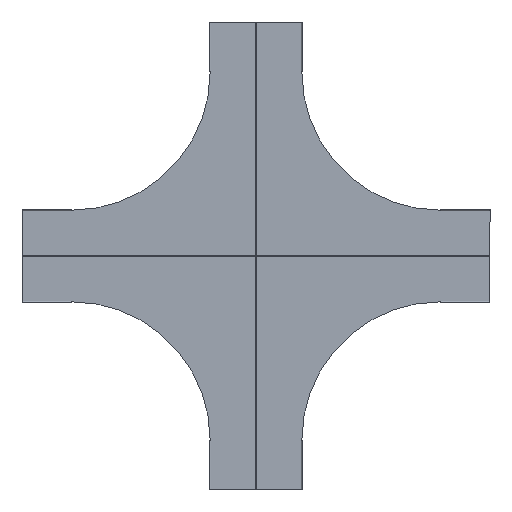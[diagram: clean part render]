
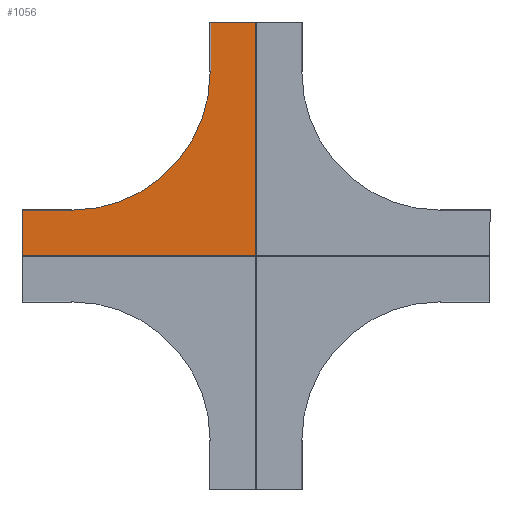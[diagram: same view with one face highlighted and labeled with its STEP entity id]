
A CAD part, front view. The second image highlights one B-rep face of the part: STEP entity #1056.
In plain terms, the highlighted planar face has unit normal (0, -1, 0).
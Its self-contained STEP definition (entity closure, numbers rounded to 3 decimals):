
#2 = AXIS2_PLACEMENT_3D ( 'NONE', #2066, #2494, #793 ) ;
#24 = LINE ( 'NONE', #1966, #1475 ) ;
#53 = LINE ( 'NONE', #2183, #1874 ) ;
#88 = LINE ( 'NONE', #1981, #1443 ) ;
#111 = CARTESIAN_POINT ( 'NONE',  ( -2.2, -1.2, 1017. ) ) ;
#133 = EDGE_CURVE ( 'NONE', #2333, #573, #333, .T. ) ;
#155 = ORIENTED_EDGE ( 'NONE', *, *, #133, .T. ) ;
#176 = CARTESIAN_POINT ( 'NONE',  ( -1.2, -1.2, 3.2 ) ) ;
#221 = CARTESIAN_POINT ( 'NONE',  ( -1017., -1.2, 1.2 ) ) ;
#233 = VECTOR ( 'NONE', #1201, 1000. ) ;
#307 = EDGE_CURVE ( 'NONE', #2655, #573, #2698, .T. ) ;
#333 = LINE ( 'NONE', #1348, #2508 ) ;
#341 = ORIENTED_EDGE ( 'NONE', *, *, #1484, .F. ) ;
#390 = EDGE_LOOP ( 'NONE', ( #2045, #1998, #2670, #155, #2414, #2606, #1652, #1707, #2026, #2344, #1650, #341, #1887, #1357, #2368, #1275, #1655 ) ) ;
#414 = DIRECTION ( 'NONE',  ( 0., 0., 1. ) ) ;
#453 = EDGE_CURVE ( 'NONE', #641, #2333, #1695, .T. ) ;
#520 = CARTESIAN_POINT ( 'NONE',  ( -1017., -1.2, 200. ) ) ;
#548 = EDGE_CURVE ( 'NONE', #2001, #1304, #2564, .T. ) ;
#573 = VERTEX_POINT ( 'NONE', #2109 ) ;
#597 = DIRECTION ( 'NONE',  ( 0., 0., 1. ) ) ;
#641 = VERTEX_POINT ( 'NONE', #835 ) ;
#644 = VERTEX_POINT ( 'NONE', #221 ) ;
#645 = DIRECTION ( 'NONE',  ( 1., 0., 0. ) ) ;
#784 = CARTESIAN_POINT ( 'NONE',  ( -3.2, -1.2, 1.2 ) ) ;
#793 = DIRECTION ( 'NONE',  ( 0., 0., 1. ) ) ;
#813 = CARTESIAN_POINT ( 'NONE',  ( -200., -1.2, 1017. ) ) ;
#835 = CARTESIAN_POINT ( 'NONE',  ( -2.2, -1.2, 3.2 ) ) ;
#867 = VECTOR ( 'NONE', #1009, 1000. ) ;
#880 = CARTESIAN_POINT ( 'NONE',  ( -1017., -1.2, 2.2 ) ) ;
#888 = VECTOR ( 'NONE', #645, 1000. ) ;
#891 = EDGE_CURVE ( 'NONE', #2297, #1581, #2019, .T. ) ;
#908 = EDGE_CURVE ( 'NONE', #1778, #644, #88, .T. ) ;
#914 = CARTESIAN_POINT ( 'NONE',  ( -800., -1.2, 800. ) ) ;
#944 = EDGE_CURVE ( 'NONE', #1605, #1778, #1578, .T. ) ;
#948 = CARTESIAN_POINT ( 'NONE',  ( -800., -1.2, 199. ) ) ;
#965 = EDGE_CURVE ( 'NONE', #1581, #2001, #2255, .T. ) ;
#973 = DIRECTION ( 'NONE',  ( 0., 0., -1. ) ) ;
#1009 = DIRECTION ( 'NONE',  ( 0., 0., 1. ) ) ;
#1017 = CARTESIAN_POINT ( 'NONE',  ( -800., -1.2, 199. ) ) ;
#1023 = VECTOR ( 'NONE', #597, 1000. ) ;
#1044 = EDGE_CURVE ( 'NONE', #2297, #2281, #1674, .T. ) ;
#1048 = EDGE_CURVE ( 'NONE', #2353, #2655, #1280, .T. ) ;
#1056 = ADVANCED_FACE ( 'NONE', ( #1078 ), #2075, .F. ) ;
#1078 = FACE_OUTER_BOUND ( 'NONE', #390, .T. ) ;
#1115 = EDGE_CURVE ( 'NONE', #2552, #2197, #2642, .T. ) ;
#1130 = DIRECTION ( 'NONE',  ( 0., -1., 0. ) ) ;
#1140 = DIRECTION ( 'NONE',  ( 0., 0., 1. ) ) ;
#1166 = VECTOR ( 'NONE', #1819, 1000. ) ;
#1174 = CARTESIAN_POINT ( 'NONE',  ( -199., -1.2, 1017. ) ) ;
#1191 = EDGE_CURVE ( 'NONE', #2550, #641, #1508, .T. ) ;
#1201 = DIRECTION ( 'NONE',  ( 0., 0., 1. ) ) ;
#1231 = CARTESIAN_POINT ( 'NONE',  ( -1017., -1.2, 199. ) ) ;
#1275 = ORIENTED_EDGE ( 'NONE', *, *, #908, .F. ) ;
#1280 = LINE ( 'NONE', #2690, #1704 ) ;
#1304 = VERTEX_POINT ( 'NONE', #813 ) ;
#1310 = LINE ( 'NONE', #1425, #2253 ) ;
#1325 = EDGE_CURVE ( 'NONE', #2552, #644, #1310, .T. ) ;
#1338 = CARTESIAN_POINT ( 'NONE',  ( -3.2, -1.2, 2.2 ) ) ;
#1348 = CARTESIAN_POINT ( 'NONE',  ( -1.2, -1.2, 0. ) ) ;
#1357 = ORIENTED_EDGE ( 'NONE', *, *, #1115, .F. ) ;
#1425 = CARTESIAN_POINT ( 'NONE',  ( -1017., -1.2, 2.2 ) ) ;
#1443 = VECTOR ( 'NONE', #1970, 1000. ) ;
#1475 = VECTOR ( 'NONE', #414, 1000. ) ;
#1484 = EDGE_CURVE ( 'NONE', #2210, #2281, #53, .T. ) ;
#1499 = CARTESIAN_POINT ( 'NONE',  ( -200., -1.2, 800. ) ) ;
#1508 = LINE ( 'NONE', #2535, #888 ) ;
#1570 = DIRECTION ( 'NONE',  ( -1., 0., 0. ) ) ;
#1578 = LINE ( 'NONE', #2433, #2177 ) ;
#1581 = VERTEX_POINT ( 'NONE', #1757 ) ;
#1590 = CARTESIAN_POINT ( 'NONE',  ( -800., -1.2, 800. ) ) ;
#1605 = VERTEX_POINT ( 'NONE', #1338 ) ;
#1622 = DIRECTION ( 'NONE',  ( 0., 0., 1. ) ) ;
#1631 = DIRECTION ( 'NONE',  ( 1., 0., 0. ) ) ;
#1650 = ORIENTED_EDGE ( 'NONE', *, *, #1044, .T. ) ;
#1652 = ORIENTED_EDGE ( 'NONE', *, *, #2512, .T. ) ;
#1655 = ORIENTED_EDGE ( 'NONE', *, *, #944, .F. ) ;
#1667 = LINE ( 'NONE', #1859, #233 ) ;
#1674 = LINE ( 'NONE', #1017, #1023 ) ;
#1695 = LINE ( 'NONE', #1856, #1166 ) ;
#1696 = VECTOR ( 'NONE', #2551, 1000. ) ;
#1704 = VECTOR ( 'NONE', #1631, 1000. ) ;
#1707 = ORIENTED_EDGE ( 'NONE', *, *, #548, .F. ) ;
#1722 = CARTESIAN_POINT ( 'NONE',  ( -3.2, -1.2, 3.2 ) ) ;
#1726 = VECTOR ( 'NONE', #2629, 1000. ) ;
#1757 = CARTESIAN_POINT ( 'NONE',  ( -199., -1.2, 800. ) ) ;
#1763 = DIRECTION ( 'NONE',  ( 0., 0., 1. ) ) ;
#1778 = VERTEX_POINT ( 'NONE', #784 ) ;
#1819 = DIRECTION ( 'NONE',  ( 1., 0., 0. ) ) ;
#1824 = CARTESIAN_POINT ( 'NONE',  ( -800., -1.2, 200. ) ) ;
#1845 = EDGE_CURVE ( 'NONE', #2197, #2210, #24, .T. ) ;
#1856 = CARTESIAN_POINT ( 'NONE',  ( 0., -1.2, 3.2 ) ) ;
#1859 = CARTESIAN_POINT ( 'NONE',  ( -3.2, -1.2, 800. ) ) ;
#1874 = VECTOR ( 'NONE', #2594, 1000. ) ;
#1887 = ORIENTED_EDGE ( 'NONE', *, *, #1845, .F. ) ;
#1966 = CARTESIAN_POINT ( 'NONE',  ( -1017., -1.2, 800. ) ) ;
#1970 = DIRECTION ( 'NONE',  ( -1., 0., 0. ) ) ;
#1971 = EDGE_CURVE ( 'NONE', #1605, #2550, #1667, .T. ) ;
#1981 = CARTESIAN_POINT ( 'NONE',  ( -800., -1.2, 1.2 ) ) ;
#1987 = CARTESIAN_POINT ( 'NONE',  ( -1017., -1.2, 199. ) ) ;
#1998 = ORIENTED_EDGE ( 'NONE', *, *, #1191, .T. ) ;
#2001 = VERTEX_POINT ( 'NONE', #1499 ) ;
#2019 = CIRCLE ( 'NONE', #2103, 601. ) ;
#2026 = ORIENTED_EDGE ( 'NONE', *, *, #965, .F. ) ;
#2045 = ORIENTED_EDGE ( 'NONE', *, *, #1971, .T. ) ;
#2066 = CARTESIAN_POINT ( 'NONE',  ( -800., -1.2, 800. ) ) ;
#2075 = PLANE ( 'NONE',  #2 ) ;
#2088 = VECTOR ( 'NONE', #1622, 1000. ) ;
#2103 = AXIS2_PLACEMENT_3D ( 'NONE', #914, #1130, #1140 ) ;
#2109 = CARTESIAN_POINT ( 'NONE',  ( -1.2, -1.2, 1017. ) ) ;
#2131 = CARTESIAN_POINT ( 'NONE',  ( -199., -1.2, 1017. ) ) ;
#2177 = VECTOR ( 'NONE', #973, 1000. ) ;
#2183 = CARTESIAN_POINT ( 'NONE',  ( -800., -1.2, 200. ) ) ;
#2197 = VERTEX_POINT ( 'NONE', #1987 ) ;
#2210 = VERTEX_POINT ( 'NONE', #520 ) ;
#2248 = CARTESIAN_POINT ( 'NONE',  ( -800., -1.2, 1017. ) ) ;
#2253 = VECTOR ( 'NONE', #2498, 1000. ) ;
#2255 = LINE ( 'NONE', #1590, #2519 ) ;
#2281 = VERTEX_POINT ( 'NONE', #1824 ) ;
#2297 = VERTEX_POINT ( 'NONE', #948 ) ;
#2333 = VERTEX_POINT ( 'NONE', #176 ) ;
#2344 = ORIENTED_EDGE ( 'NONE', *, *, #891, .F. ) ;
#2353 = VERTEX_POINT ( 'NONE', #1174 ) ;
#2368 = ORIENTED_EDGE ( 'NONE', *, *, #1325, .T. ) ;
#2414 = ORIENTED_EDGE ( 'NONE', *, *, #307, .F. ) ;
#2433 = CARTESIAN_POINT ( 'NONE',  ( -3.2, -1.2, 800. ) ) ;
#2494 = DIRECTION ( 'NONE',  ( 0., 1., 0. ) ) ;
#2498 = DIRECTION ( 'NONE',  ( 0., 0., -1. ) ) ;
#2508 = VECTOR ( 'NONE', #1763, 1000. ) ;
#2512 = EDGE_CURVE ( 'NONE', #2353, #1304, #2665, .T. ) ;
#2519 = VECTOR ( 'NONE', #1570, 1000. ) ;
#2535 = CARTESIAN_POINT ( 'NONE',  ( -800., -1.2, 3.2 ) ) ;
#2550 = VERTEX_POINT ( 'NONE', #1722 ) ;
#2551 = DIRECTION ( 'NONE',  ( -1., 0., 0. ) ) ;
#2552 = VERTEX_POINT ( 'NONE', #880 ) ;
#2564 = LINE ( 'NONE', #2692, #867 ) ;
#2594 = DIRECTION ( 'NONE',  ( 1., 0., 0. ) ) ;
#2606 = ORIENTED_EDGE ( 'NONE', *, *, #1048, .F. ) ;
#2629 = DIRECTION ( 'NONE',  ( 1., 0., 0. ) ) ;
#2642 = LINE ( 'NONE', #1231, #2088 ) ;
#2655 = VERTEX_POINT ( 'NONE', #111 ) ;
#2665 = LINE ( 'NONE', #2131, #1696 ) ;
#2670 = ORIENTED_EDGE ( 'NONE', *, *, #453, .T. ) ;
#2690 = CARTESIAN_POINT ( 'NONE',  ( 0., -1.2, 1017. ) ) ;
#2692 = CARTESIAN_POINT ( 'NONE',  ( -200., -1.2, 800. ) ) ;
#2698 = LINE ( 'NONE', #2248, #1726 ) ;
